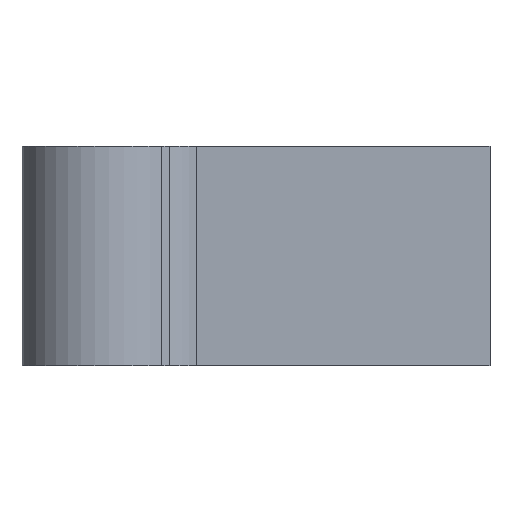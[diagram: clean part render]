
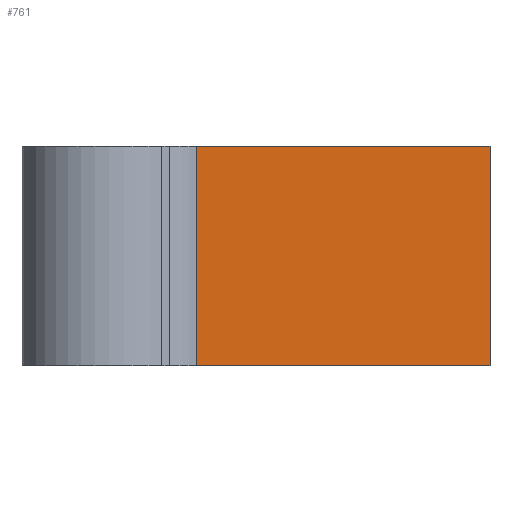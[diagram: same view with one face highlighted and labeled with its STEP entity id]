
A CAD part, left-side view. The second image highlights one B-rep face of the part: STEP entity #761.
In plain terms, the highlighted planar face has unit normal (-1, 0, 0).
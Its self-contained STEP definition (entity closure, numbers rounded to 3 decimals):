
#192=DIRECTION('',(0.,0.,-1.));
#193=VECTOR('',#192,3.25);
#194=CARTESIAN_POINT('',(6755.701,5726.526,3.25));
#195=LINE('',#194,#193);
#200=DIRECTION('',(0.,-1.,0.));
#201=VECTOR('',#200,4.35);
#202=CARTESIAN_POINT('',(6755.701,5730.876,0.));
#203=LINE('',#202,#201);
#204=DIRECTION('',(0.,1.,0.));
#205=VECTOR('',#204,4.35);
#206=CARTESIAN_POINT('',(6755.701,5726.526,3.25));
#207=LINE('',#206,#205);
#212=DIRECTION('',(0.,0.,1.));
#213=VECTOR('',#212,3.25);
#214=CARTESIAN_POINT('',(6755.701,5730.876,0.));
#215=LINE('',#214,#213);
#335=CARTESIAN_POINT('',(6755.701,5730.876,0.));
#336=VERTEX_POINT('',#335);
#337=CARTESIAN_POINT('',(6755.701,5726.526,0.));
#338=VERTEX_POINT('',#337);
#411=CARTESIAN_POINT('',(6755.701,5726.526,3.25));
#412=VERTEX_POINT('',#411);
#413=CARTESIAN_POINT('',(6755.701,5730.876,3.25));
#414=VERTEX_POINT('',#413);
#748=CARTESIAN_POINT('',(6755.701,5728.701,1.625));
#749=DIRECTION('',(1.,0.,0.));
#750=DIRECTION('',(0.,-1.,0.));
#751=AXIS2_PLACEMENT_3D('',#748,#749,#750);
#752=PLANE('',#751);
#753=ORIENTED_EDGE('',*,*,#440,.F.);
#755=ORIENTED_EDGE('',*,*,#754,.T.);
#757=ORIENTED_EDGE('',*,*,#756,.F.);
#758=ORIENTED_EDGE('',*,*,#740,.T.);
#759=EDGE_LOOP('',(#753,#755,#757,#758));
#760=FACE_OUTER_BOUND('',#759,.F.);
#761=ADVANCED_FACE('',(#760),#752,.F.);
#440=EDGE_CURVE('',#336,#338,#203,.T.);
#740=EDGE_CURVE('',#412,#338,#195,.T.);
#754=EDGE_CURVE('',#336,#414,#215,.T.);
#756=EDGE_CURVE('',#412,#414,#207,.T.);
